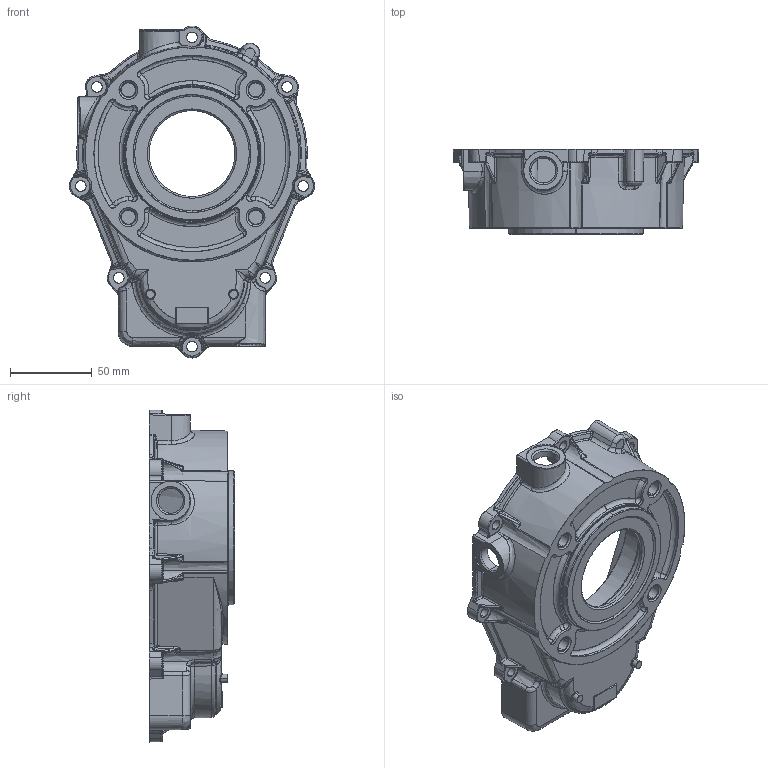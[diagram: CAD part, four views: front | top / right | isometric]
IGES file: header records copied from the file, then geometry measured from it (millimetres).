
Start section: SolidWorks IGES file using analytic representation for surfaces
Global section: file name: L_39029400.igs; native system: SolidWorks 2016; preprocessor: SolidWorks 2016; author: serviziopdm; date: 170512.121115; units: millimetre
Bounding box: 149.95 x 52 x 202.95 mm (x, y, z)
Surface area: 93782.3 mm2 (no closed solid volume)
Topology: 0 solids, 0 shells, 1414 faces, 16736 edges, 16692 vertices
Faces by surface type: bspline 1029, revolution 385
